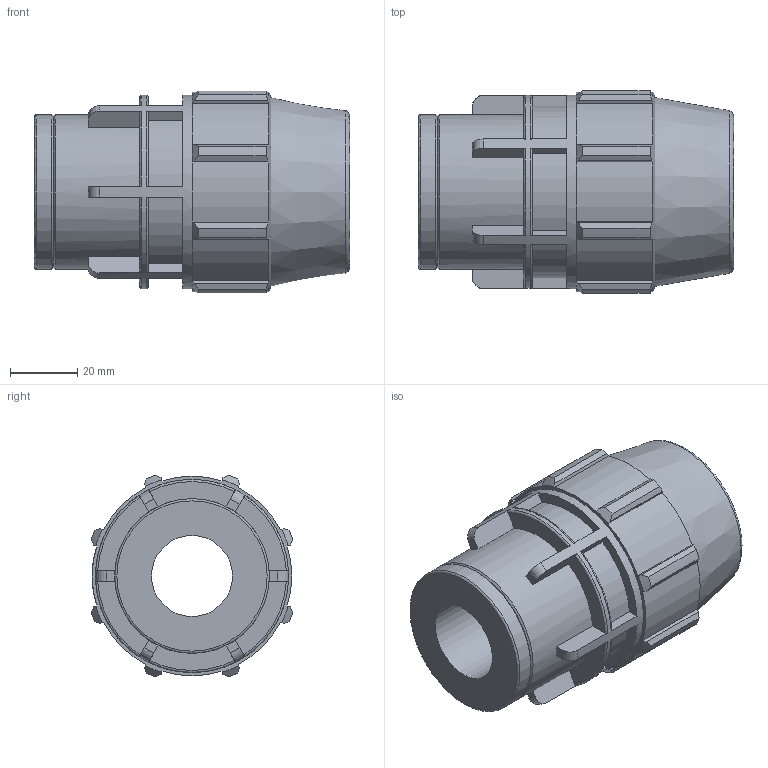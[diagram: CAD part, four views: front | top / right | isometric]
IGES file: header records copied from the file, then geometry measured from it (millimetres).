
Global section: file name: 070300032007_180300032007_0703060320070A.ipt; native system: Autodesk Inventor 2015; preprocessor: unknown; author: KIM; date: 20170606.110405; units: millimetre
Bounding box: 94 x 60.22 x 60.22 mm (x, y, z)
Volume: 136853.6 mm3; surface area: 31526.6 mm2
Topology: 1 solids, 1 shells, 148 faces, 413 edges, 277 vertices
Faces by surface type: plane 86, revolution 25, cylinder 25, cone 12
Full cylindrical faces by diameter (mm): 46.08 x2, 57.6 x1
